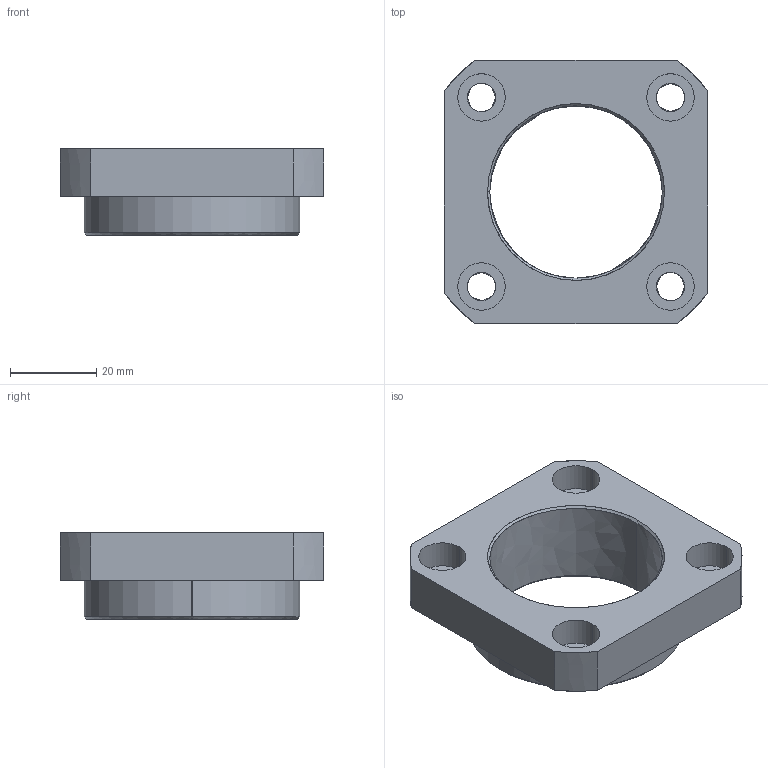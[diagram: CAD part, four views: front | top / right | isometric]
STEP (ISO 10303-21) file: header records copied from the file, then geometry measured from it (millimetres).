
FILE_DESCRIPTION((''),'2;1');
FILE_NAME('FF17','2004-09-18T15:52:16',(''),(''),'CADlook_v7.0','Cimatron E by Cimatron Inc.','');
FILE_SCHEMA(('AUTOMOTIVE_DESIGN { 1 2 10303 214 0 1 1 1 }'));
Length unit declared in the file: millimetre
Products named in the file (2): geom set
Bounding box: 61 x 61 x 20 mm (x, y, z)
Surface area: 12055.5 mm2 (no closed solid volume)
Topology: 0 solids, 41 shells, 41 faces, 288 edges, 384 vertices
Faces by surface type: bspline 20, plane 11, cylinder 10
Entity records: 4823 total; most frequent: CARTESIAN_POINT 1782, DIRECTION 414, VERTEX_POINT 192, EDGE_CURVE 192, ORIENTED_EDGE 192, COLOUR_RGB 178, PRESENTATION_STYLE_ASSIGNMENT 178, STYLED_ITEM 178
